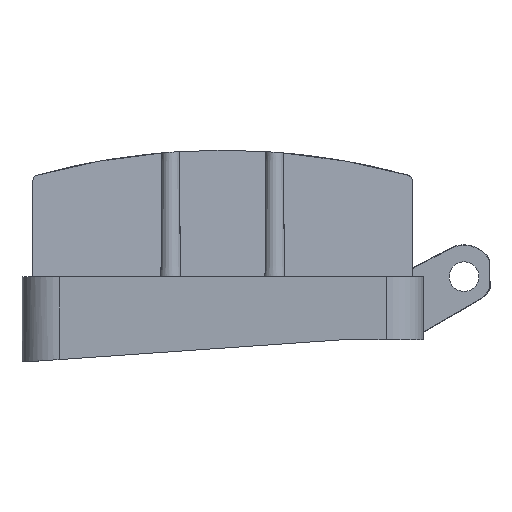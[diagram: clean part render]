
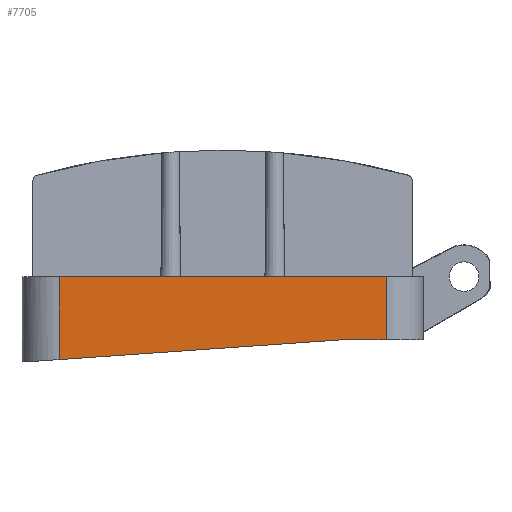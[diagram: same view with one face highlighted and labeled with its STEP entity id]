
A CAD part, left-side view. The second image highlights one B-rep face of the part: STEP entity #7705.
In plain terms, the highlighted planar face has unit normal (-1, 0, 0).
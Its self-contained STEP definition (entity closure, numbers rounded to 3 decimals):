
#663 = VECTOR ( 'NONE', #9658, 1000. ) ;
#711 = PLANE ( 'NONE',  #3866 ) ;
#721 = ORIENTED_EDGE ( 'NONE', *, *, #5801, .F. ) ;
#798 = CARTESIAN_POINT ( 'NONE',  ( 0., -98., 6. ) ) ;
#897 = VERTEX_POINT ( 'NONE', #8788 ) ;
#999 = LINE ( 'NONE', #10296, #4028 ) ;
#1344 = EDGE_LOOP ( 'NONE', ( #3651, #9188, #721, #8384, #4376 ) ) ;
#1367 = EDGE_CURVE ( 'NONE', #10219, #7708, #5098, .T. ) ;
#1374 = VECTOR ( 'NONE', #4216, 1000. ) ;
#1870 = CARTESIAN_POINT ( 'NONE',  ( 0., -109.076, 7.614 ) ) ;
#2528 = EDGE_CURVE ( 'NONE', #7614, #897, #999, .T. ) ;
#2771 = CARTESIAN_POINT ( 'NONE',  ( 0., -108., 23. ) ) ;
#3651 = ORIENTED_EDGE ( 'NONE', *, *, #5016, .T. ) ;
#3866 = AXIS2_PLACEMENT_3D ( 'NONE', #4896, #8277, #7453 ) ;
#4028 = VECTOR ( 'NONE', #6002, 1000. ) ;
#4216 = DIRECTION ( 'NONE',  ( 0., 1., 0. ) ) ;
#4376 = ORIENTED_EDGE ( 'NONE', *, *, #1367, .T. ) ;
#4648 = LINE ( 'NONE', #1870, #663 ) ;
#4896 = CARTESIAN_POINT ( 'NONE',  ( 0., -108., 23. ) ) ;
#5016 = EDGE_CURVE ( 'NONE', #7708, #7614, #10391, .T. ) ;
#5098 = LINE ( 'NONE', #5974, #10691 ) ;
#5158 = LINE ( 'NONE', #6766, #1374 ) ;
#5204 = CARTESIAN_POINT ( 'NONE',  ( 0., -86., 6. ) ) ;
#5683 = EDGE_CURVE ( 'NONE', #10219, #9822, #5158, .T. ) ;
#5801 = EDGE_CURVE ( 'NONE', #9822, #897, #4648, .T. ) ;
#5817 = VECTOR ( 'NONE', #9555, 1000. ) ;
#5875 = FACE_OUTER_BOUND ( 'NONE', #1344, .T. ) ;
#5974 = CARTESIAN_POINT ( 'NONE',  ( 0., -98., 23. ) ) ;
#6002 = DIRECTION ( 'NONE',  ( 0., 0., -1. ) ) ;
#6766 = CARTESIAN_POINT ( 'NONE',  ( 0., -86., 6. ) ) ;
#7453 = DIRECTION ( 'NONE',  ( 0., -1., 0. ) ) ;
#7614 = VERTEX_POINT ( 'NONE', #7796 ) ;
#7705 = ADVANCED_FACE ( 'NONE', ( #5875 ), #711, .T. ) ;
#7708 = VERTEX_POINT ( 'NONE', #10954 ) ;
#7796 = CARTESIAN_POINT ( 'NONE',  ( 0., -10., 23. ) ) ;
#8277 = DIRECTION ( 'NONE',  ( -1., 0., 0. ) ) ;
#8384 = ORIENTED_EDGE ( 'NONE', *, *, #5683, .F. ) ;
#8483 = DIRECTION ( 'NONE',  ( 0., 0., 1. ) ) ;
#8788 = CARTESIAN_POINT ( 'NONE',  ( 0., -10., 0.686 ) ) ;
#9188 = ORIENTED_EDGE ( 'NONE', *, *, #2528, .T. ) ;
#9555 = DIRECTION ( 'NONE',  ( 0., 1., 0. ) ) ;
#9658 = DIRECTION ( 'NONE',  ( 0., 0.998, -0.07 ) ) ;
#9822 = VERTEX_POINT ( 'NONE', #5204 ) ;
#10219 = VERTEX_POINT ( 'NONE', #798 ) ;
#10296 = CARTESIAN_POINT ( 'NONE',  ( 0., -10., 23. ) ) ;
#10391 = LINE ( 'NONE', #2771, #5817 ) ;
#10691 = VECTOR ( 'NONE', #8483, 1000. ) ;
#10954 = CARTESIAN_POINT ( 'NONE',  ( 0., -98., 23. ) ) ;
